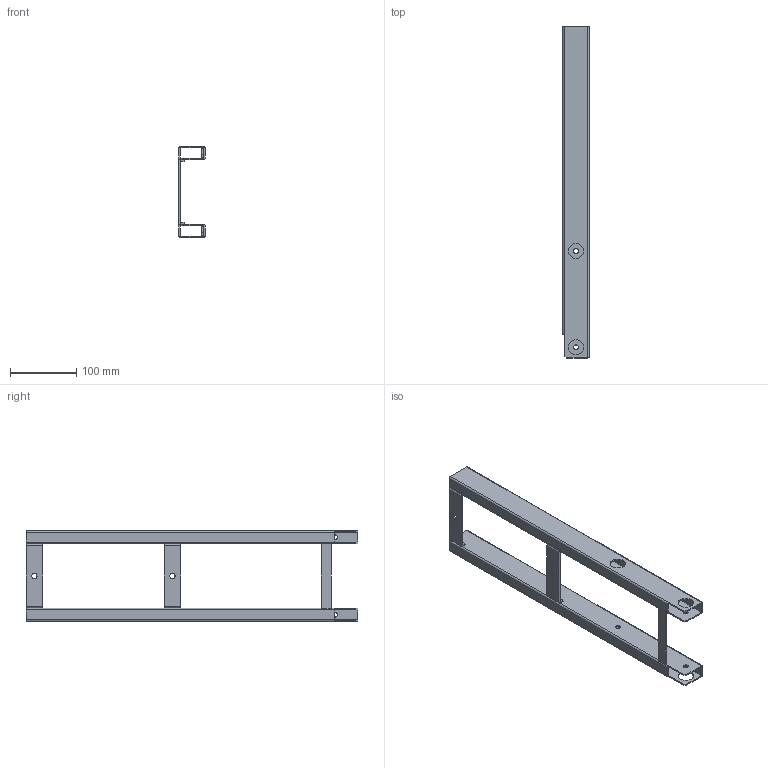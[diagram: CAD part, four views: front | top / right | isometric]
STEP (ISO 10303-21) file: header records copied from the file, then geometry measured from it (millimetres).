
FILE_DESCRIPTION((''),'2;1');
FILE_NAME('JC35TS-1151','2021-01-04T15:52:54',('Administrator'),('捷昌驱动'),'CREO PARAMETRIC BY PTC INC, 2018100','CREO PARAMETRIC BY PTC INC, 2018100','');
FILE_SCHEMA(('CONFIG_CONTROL_DESIGN'));
Length unit declared in the file: millimetre
Products named in the file (1): JC35TS-1151
Bounding box: 40 x 500 x 137 mm (x, y, z)
Volume: 234126.2 mm3; surface area: 230059.3 mm2
Topology: 2 solids, 6 shells, 136 faces, 388 edges, 264 vertices
Faces by surface type: plane 68, cylinder 68
Entity records: 4597 total; most frequent: DIRECTION 797, CARTESIAN_POINT 794, ORIENTED_EDGE 760, EDGE_CURVE 388, AXIS2_PLACEMENT_3D 273, VERTEX_POINT 264, VECTOR 251, LINE 251
